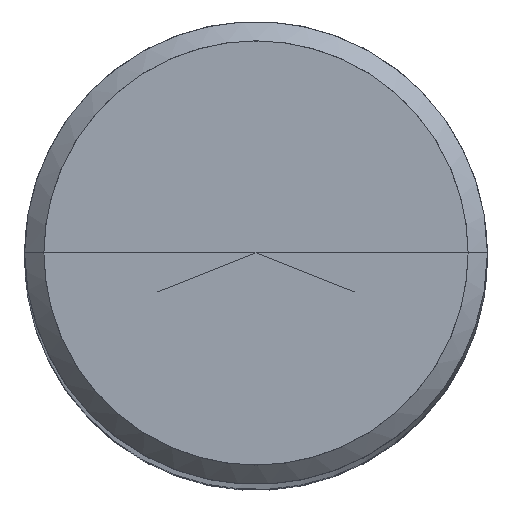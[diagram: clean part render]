
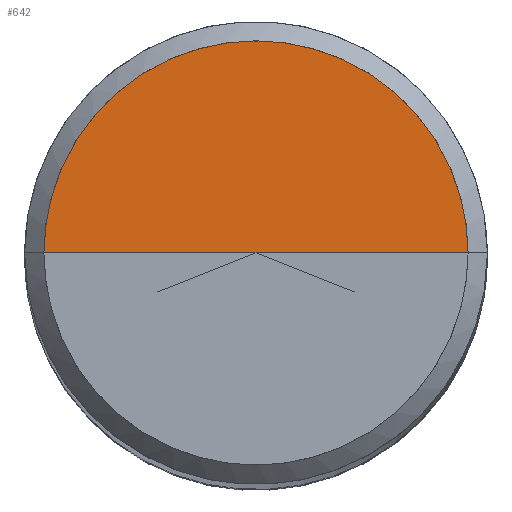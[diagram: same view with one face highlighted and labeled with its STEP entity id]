
A CAD part, top view. The second image highlights one B-rep face of the part: STEP entity #642.
In plain terms, the highlighted free-form (B-spline) face has degree [1, 2] with [2, 5] control points.
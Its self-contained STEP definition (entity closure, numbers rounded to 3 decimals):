
#422=CARTESIAN_POINT('',(2.75,0.0,35.0));
#423=CARTESIAN_POINT('',(2.75,2.75,35.0));
#424=CARTESIAN_POINT('',(0.0,2.75,35.0));
#425=CARTESIAN_POINT('',(-2.75,2.75,35.0));
#426=CARTESIAN_POINT('',(-2.75,0.0,35.0));
#427=CARTESIAN_POINT('',(0.0,0.0,35.0));
#627=(
BOUNDED_SURFACE()
B_SPLINE_SURFACE(1,2,(
(#422,#423,#424,#425,#426),
(#427,#427,#427,#427,#427)
), .UNSPECIFIED.,.F.,.F.,.F.)
B_SPLINE_SURFACE_WITH_KNOTS((2,2),(3,2,3),(
0.0,1.0),(
0.0,0.5,1.0), .UNSPECIFIED.)
GEOMETRIC_REPRESENTATION_ITEM()
RATIONAL_B_SPLINE_SURFACE(((1.0,0.707,1.0,0.707,1.0),
(1.0,0.707,1.0,0.707,1.0)
))
REPRESENTATION_ITEM('')
SURFACE()
);
#628=(
BOUNDED_CURVE()
B_SPLINE_CURVE(2,(#426,#425,#424,#423,#422),.UNSPECIFIED.,.F.,.F.)
B_SPLINE_CURVE_WITH_KNOTS((3,2,3),
(0.0,0.5,1.0),.UNSPECIFIED.)
CURVE()
GEOMETRIC_REPRESENTATION_ITEM()
RATIONAL_B_SPLINE_CURVE((1.0,0.707,1.0,0.707,1.0))
REPRESENTATION_ITEM('')
);
#629=(
BOUNDED_CURVE()
B_SPLINE_CURVE(1,(#422,#427),.UNSPECIFIED.,.F.,.F.)
B_SPLINE_CURVE_WITH_KNOTS((2,2),
(0.0,1.0),.UNSPECIFIED.)
CURVE()
GEOMETRIC_REPRESENTATION_ITEM()
RATIONAL_B_SPLINE_CURVE((1.0,1.0))
REPRESENTATION_ITEM('')
);
#630=(
BOUNDED_CURVE()
B_SPLINE_CURVE(1,(#427,#426),.UNSPECIFIED.,.F.,.F.)
B_SPLINE_CURVE_WITH_KNOTS((2,2),
(0.0,1.0),.UNSPECIFIED.)
CURVE()
GEOMETRIC_REPRESENTATION_ITEM()
RATIONAL_B_SPLINE_CURVE((1.0,1.0))
REPRESENTATION_ITEM('')
);
#631=VERTEX_POINT('',#422);
#632=VERTEX_POINT('',#426);
#633=VERTEX_POINT('',#427);
#634=EDGE_CURVE('',#632,#631,#628,.T.);
#635=EDGE_CURVE('',#631,#633,#629,.T.);
#636=EDGE_CURVE('',#633,#632,#630,.T.);
#637=ORIENTED_EDGE('',*,*,#634,.T.);
#638=ORIENTED_EDGE('',*,*,#635,.T.);
#639=ORIENTED_EDGE('',*,*,#636,.T.);
#640=EDGE_LOOP('',(#637,#638,#639));
#641=FACE_OUTER_BOUND('',#640,.T.);
#642=ADVANCED_FACE('',(#641),#627,.T.);
